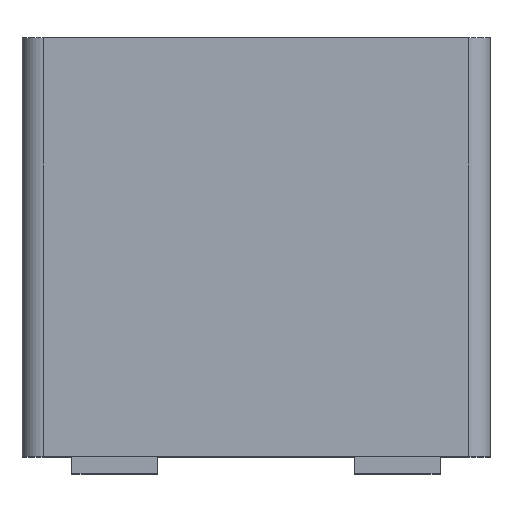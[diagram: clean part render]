
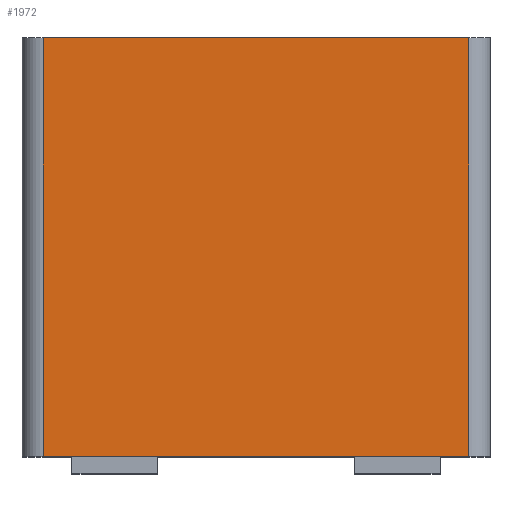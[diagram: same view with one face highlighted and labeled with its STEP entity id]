
A CAD part, top view. The second image highlights one B-rep face of the part: STEP entity #1972.
In plain terms, the highlighted planar face has unit normal (0, 0, 1).
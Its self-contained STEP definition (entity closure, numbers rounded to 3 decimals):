
#47 = EDGE_CURVE ( 'NONE', #1373, #2556, #570, .T. ) ;
#83 = VERTEX_POINT ( 'NONE', #2522 ) ;
#172 = LINE ( 'NONE', #3832, #2277 ) ;
#305 = VECTOR ( 'NONE', #1931, 1000. ) ;
#399 = DIRECTION ( 'NONE',  ( 0., -1., 0. ) ) ;
#413 = DIRECTION ( 'NONE',  ( 0., -1., 0. ) ) ;
#533 = CARTESIAN_POINT ( 'NONE',  ( 2.49, 4.9, 2.84 ) ) ;
#570 = LINE ( 'NONE', #1838, #2396 ) ;
#939 = LINE ( 'NONE', #3791, #305 ) ;
#1080 = FACE_OUTER_BOUND ( 'NONE', #2939, .T. ) ;
#1193 = DIRECTION ( 'NONE',  ( 0., 1., 0. ) ) ;
#1373 = VERTEX_POINT ( 'NONE', #2369 ) ;
#1838 = CARTESIAN_POINT ( 'NONE',  ( 2.49, 4.9, 2.84 ) ) ;
#1931 = DIRECTION ( 'NONE',  ( 1., 0., 0. ) ) ;
#1972 = ADVANCED_FACE ( 'NONE', ( #1080 ), #3259, .F. ) ;
#2252 = ORIENTED_EDGE ( 'NONE', *, *, #2954, .F. ) ;
#2277 = VECTOR ( 'NONE', #413, 1000. ) ;
#2313 = EDGE_CURVE ( 'NONE', #83, #1373, #2448, .T. ) ;
#2369 = CARTESIAN_POINT ( 'NONE',  ( 2.49, 0., 2.84 ) ) ;
#2396 = VECTOR ( 'NONE', #1193, 1000. ) ;
#2406 = VECTOR ( 'NONE', #4034, 1000. ) ;
#2448 = LINE ( 'NONE', #3365, #2406 ) ;
#2522 = CARTESIAN_POINT ( 'NONE',  ( -2.49, 0., 2.84 ) ) ;
#2556 = VERTEX_POINT ( 'NONE', #533 ) ;
#2645 = CARTESIAN_POINT ( 'NONE',  ( -2.74, 4.9, 2.84 ) ) ;
#2735 = AXIS2_PLACEMENT_3D ( 'NONE', #2645, #3854, #399 ) ;
#2902 = VERTEX_POINT ( 'NONE', #3041 ) ;
#2939 = EDGE_LOOP ( 'NONE', ( #3876, #3861, #2252, #4026 ) ) ;
#2954 = EDGE_CURVE ( 'NONE', #2902, #2556, #939, .T. ) ;
#3041 = CARTESIAN_POINT ( 'NONE',  ( -2.49, 4.9, 2.84 ) ) ;
#3115 = EDGE_CURVE ( 'NONE', #2902, #83, #172, .T. ) ;
#3259 = PLANE ( 'NONE',  #2735 ) ;
#3365 = CARTESIAN_POINT ( 'NONE',  ( -2.74, 0., 2.84 ) ) ;
#3791 = CARTESIAN_POINT ( 'NONE',  ( -2.74, 4.9, 2.84 ) ) ;
#3832 = CARTESIAN_POINT ( 'NONE',  ( -2.49, 4.9, 2.84 ) ) ;
#3854 = DIRECTION ( 'NONE',  ( 0., 0., -1. ) ) ;
#3861 = ORIENTED_EDGE ( 'NONE', *, *, #47, .T. ) ;
#3876 = ORIENTED_EDGE ( 'NONE', *, *, #2313, .T. ) ;
#4026 = ORIENTED_EDGE ( 'NONE', *, *, #3115, .T. ) ;
#4034 = DIRECTION ( 'NONE',  ( 1., 0., 0. ) ) ;
